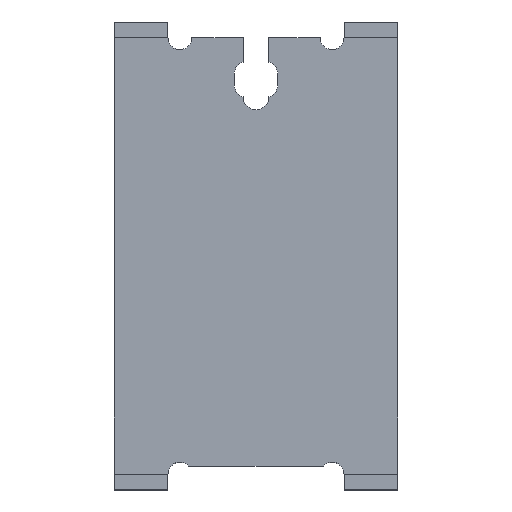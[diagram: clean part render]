
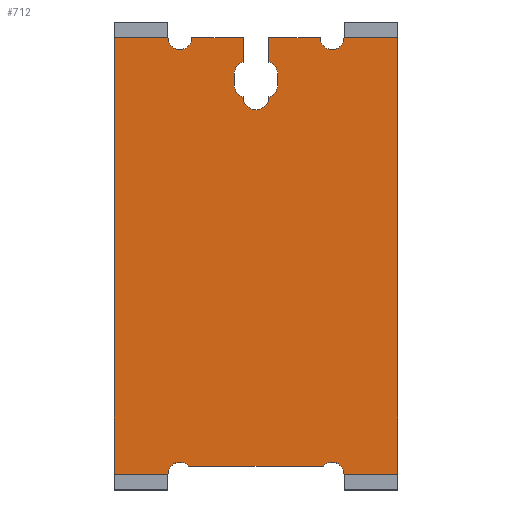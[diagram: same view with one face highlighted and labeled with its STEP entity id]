
A CAD part, top view. The second image highlights one B-rep face of the part: STEP entity #712.
In plain terms, the highlighted planar face has unit normal (0, 0, 1).
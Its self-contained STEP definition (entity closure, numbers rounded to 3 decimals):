
#35=CIRCLE('',#768,1.5);
#36=CIRCLE('',#769,1.5);
#37=CIRCLE('',#770,1.6);
#38=CIRCLE('',#771,1.5);
#39=CIRCLE('',#772,1.5);
#40=CIRCLE('',#773,1.5);
#41=CIRCLE('',#774,1.5);
#42=CIRCLE('',#775,1.5);
#43=CIRCLE('',#776,1.5);
#65=ORIENTED_EDGE('',*,*,#262,.T.);
#66=ORIENTED_EDGE('',*,*,#269,.T.);
#67=ORIENTED_EDGE('',*,*,#270,.T.);
#68=ORIENTED_EDGE('',*,*,#271,.T.);
#69=ORIENTED_EDGE('',*,*,#272,.T.);
#70=ORIENTED_EDGE('',*,*,#273,.T.);
#71=ORIENTED_EDGE('',*,*,#274,.T.);
#72=ORIENTED_EDGE('',*,*,#275,.T.);
#73=ORIENTED_EDGE('',*,*,#276,.T.);
#74=ORIENTED_EDGE('',*,*,#277,.T.);
#75=ORIENTED_EDGE('',*,*,#268,.T.);
#76=ORIENTED_EDGE('',*,*,#278,.T.);
#77=ORIENTED_EDGE('',*,*,#279,.T.);
#78=ORIENTED_EDGE('',*,*,#280,.T.);
#79=ORIENTED_EDGE('',*,*,#281,.T.);
#80=ORIENTED_EDGE('',*,*,#282,.F.);
#81=ORIENTED_EDGE('',*,*,#283,.F.);
#82=ORIENTED_EDGE('',*,*,#284,.F.);
#83=ORIENTED_EDGE('',*,*,#285,.T.);
#84=ORIENTED_EDGE('',*,*,#286,.T.);
#85=ORIENTED_EDGE('',*,*,#287,.T.);
#86=ORIENTED_EDGE('',*,*,#288,.T.);
#262=EDGE_CURVE('',#365,#364,#434,.T.);
#268=EDGE_CURVE('',#368,#370,#440,.T.);
#269=EDGE_CURVE('',#364,#371,#441,.T.);
#270=EDGE_CURVE('',#371,#372,#35,.T.);
#271=EDGE_CURVE('',#372,#373,#442,.T.);
#272=EDGE_CURVE('',#373,#374,#36,.T.);
#273=EDGE_CURVE('',#374,#375,#37,.T.);
#274=EDGE_CURVE('',#375,#376,#38,.T.);
#275=EDGE_CURVE('',#376,#377,#443,.T.);
#276=EDGE_CURVE('',#377,#378,#39,.T.);
#277=EDGE_CURVE('',#378,#368,#444,.T.);
#278=EDGE_CURVE('',#370,#379,#40,.T.);
#279=EDGE_CURVE('',#379,#380,#445,.T.);
#280=EDGE_CURVE('',#380,#381,#446,.T.);
#281=EDGE_CURVE('',#381,#382,#447,.T.);
#282=EDGE_CURVE('',#383,#382,#41,.T.);
#283=EDGE_CURVE('',#384,#383,#448,.T.);
#284=EDGE_CURVE('',#385,#384,#42,.T.);
#285=EDGE_CURVE('',#385,#386,#449,.T.);
#286=EDGE_CURVE('',#386,#387,#450,.T.);
#287=EDGE_CURVE('',#387,#388,#451,.T.);
#288=EDGE_CURVE('',#388,#365,#43,.T.);
#364=VERTEX_POINT('',#1037);
#365=VERTEX_POINT('',#1039);
#368=VERTEX_POINT('',#1046);
#370=VERTEX_POINT('',#1050);
#371=VERTEX_POINT('',#1054);
#372=VERTEX_POINT('',#1056);
#373=VERTEX_POINT('',#1058);
#374=VERTEX_POINT('',#1060);
#375=VERTEX_POINT('',#1062);
#376=VERTEX_POINT('',#1064);
#377=VERTEX_POINT('',#1066);
#378=VERTEX_POINT('',#1068);
#379=VERTEX_POINT('',#1071);
#380=VERTEX_POINT('',#1073);
#381=VERTEX_POINT('',#1075);
#382=VERTEX_POINT('',#1077);
#383=VERTEX_POINT('',#1079);
#384=VERTEX_POINT('',#1081);
#385=VERTEX_POINT('',#1083);
#386=VERTEX_POINT('',#1085);
#387=VERTEX_POINT('',#1087);
#388=VERTEX_POINT('',#1089);
#434=LINE('',#1038,#514);
#440=LINE('',#1051,#520);
#441=LINE('',#1053,#521);
#442=LINE('',#1057,#522);
#443=LINE('',#1065,#523);
#444=LINE('',#1069,#524);
#445=LINE('',#1072,#525);
#446=LINE('',#1074,#526);
#447=LINE('',#1076,#527);
#448=LINE('',#1080,#528);
#449=LINE('',#1084,#529);
#450=LINE('',#1086,#530);
#451=LINE('',#1088,#531);
#514=VECTOR('',#832,1000.);
#520=VECTOR('',#840,1000.);
#521=VECTOR('',#843,1000.);
#522=VECTOR('',#846,1000.);
#523=VECTOR('',#853,1000.);
#524=VECTOR('',#856,1000.);
#525=VECTOR('',#859,1000.);
#526=VECTOR('',#860,1000.);
#527=VECTOR('',#861,1000.);
#528=VECTOR('',#864,1000.);
#529=VECTOR('',#867,1000.);
#530=VECTOR('',#868,1000.);
#531=VECTOR('',#869,1000.);
#595=EDGE_LOOP('',(#65,#66,#67,#68,#69,#70,#71,#72,#73,#74,#75,#76,#77,
#78,#79,#80,#81,#82,#83,#84,#85,#86));
#639=FACE_BOUND('',#595,.T.);
#685=PLANE('',#767);
#712=ADVANCED_FACE('',(#639),#685,.T.);
#767=AXIS2_PLACEMENT_3D('',#1052,#841,#842);
#768=AXIS2_PLACEMENT_3D('',#1055,#844,#845);
#769=AXIS2_PLACEMENT_3D('',#1059,#847,#848);
#770=AXIS2_PLACEMENT_3D('',#1061,#849,#850);
#771=AXIS2_PLACEMENT_3D('',#1063,#851,#852);
#772=AXIS2_PLACEMENT_3D('',#1067,#854,#855);
#773=AXIS2_PLACEMENT_3D('',#1070,#857,#858);
#774=AXIS2_PLACEMENT_3D('',#1078,#862,#863);
#775=AXIS2_PLACEMENT_3D('',#1082,#865,#866);
#776=AXIS2_PLACEMENT_3D('',#1090,#870,#871);
#832=DIRECTION('',(-1.,0.,0.));
#840=DIRECTION('',(-1.,0.,0.));
#841=DIRECTION('',(0.,0.,1.));
#842=DIRECTION('',(1.,0.,0.));
#843=DIRECTION('',(0.,-1.,0.));
#844=DIRECTION('',(0.,0.,-1.));
#845=DIRECTION('',(-1.,0.,0.));
#846=DIRECTION('',(0.,-1.,0.));
#847=DIRECTION('',(0.,0.,-1.));
#848=DIRECTION('',(1.,0.,0.));
#849=DIRECTION('',(0.,0.,-1.));
#850=DIRECTION('',(0.,1.,0.));
#851=DIRECTION('',(0.,0.,-1.));
#852=DIRECTION('',(1.,0.,0.));
#853=DIRECTION('',(0.,1.,0.));
#854=DIRECTION('',(0.,0.,-1.));
#855=DIRECTION('',(1.,0.,0.));
#856=DIRECTION('',(0.,1.,0.));
#857=DIRECTION('',(0.,0.,-1.));
#858=DIRECTION('',(0.,1.,0.));
#859=DIRECTION('',(-1.,0.,0.));
#860=DIRECTION('',(0.,-1.,0.));
#861=DIRECTION('',(1.,0.,0.));
#862=DIRECTION('',(0.,0.,1.));
#863=DIRECTION('',(0.,-1.,0.));
#864=DIRECTION('',(-1.,0.,0.));
#865=DIRECTION('',(0.,0.,1.));
#866=DIRECTION('',(0.,-1.,0.));
#867=DIRECTION('',(1.,0.,0.));
#868=DIRECTION('',(0.,1.,0.));
#869=DIRECTION('',(-1.,0.,0.));
#870=DIRECTION('',(0.,0.,-1.));
#871=DIRECTION('',(0.,1.,0.));
#1037=CARTESIAN_POINT('',(1.6,27.5,8.));
#1038=CARTESIAN_POINT('',(17.9,27.5,8.));
#1039=CARTESIAN_POINT('',(8.1,27.5,8.));
#1046=CARTESIAN_POINT('',(-1.6,27.5,8.));
#1050=CARTESIAN_POINT('',(-8.1,27.5,8.));
#1051=CARTESIAN_POINT('',(17.9,27.5,8.));
#1052=CARTESIAN_POINT('',(0.,0.,8.));
#1053=CARTESIAN_POINT('',(1.6,27.5,8.));
#1054=CARTESIAN_POINT('',(1.6,24.452,8.));
#1055=CARTESIAN_POINT('',(1.225,23.,8.));
#1056=CARTESIAN_POINT('',(2.725,23.,8.));
#1057=CARTESIAN_POINT('',(2.725,23.,8.));
#1058=CARTESIAN_POINT('',(2.725,21.5,8.));
#1059=CARTESIAN_POINT('',(1.225,21.5,8.));
#1060=CARTESIAN_POINT('',(1.6,20.048,8.));
#1061=CARTESIAN_POINT('',(0.,20.025,8.));
#1062=CARTESIAN_POINT('',(-1.6,20.048,8.));
#1063=CARTESIAN_POINT('',(-1.225,21.5,8.));
#1064=CARTESIAN_POINT('',(-2.725,21.5,8.));
#1065=CARTESIAN_POINT('',(-2.725,23.,8.));
#1066=CARTESIAN_POINT('',(-2.725,23.,8.));
#1067=CARTESIAN_POINT('',(-1.225,23.,8.));
#1068=CARTESIAN_POINT('',(-1.6,24.452,8.));
#1069=CARTESIAN_POINT('',(-1.6,27.5,8.));
#1070=CARTESIAN_POINT('',(-9.6,27.5,8.));
#1071=CARTESIAN_POINT('',(-11.1,27.5,8.));
#1072=CARTESIAN_POINT('',(17.9,27.5,8.));
#1073=CARTESIAN_POINT('',(-17.9,27.5,8.));
#1074=CARTESIAN_POINT('',(-17.9,27.5,8.));
#1075=CARTESIAN_POINT('',(-17.9,-27.5,8.));
#1076=CARTESIAN_POINT('',(-17.9,-27.5,8.));
#1077=CARTESIAN_POINT('',(-11.1,-27.5,8.));
#1078=CARTESIAN_POINT('',(-9.6,-27.5,8.));
#1079=CARTESIAN_POINT('',(-8.482,-26.5,8.));
#1080=CARTESIAN_POINT('',(0.,-26.5,8.));
#1081=CARTESIAN_POINT('',(8.482,-26.5,8.));
#1082=CARTESIAN_POINT('',(9.6,-27.5,8.));
#1083=CARTESIAN_POINT('',(11.1,-27.5,8.));
#1084=CARTESIAN_POINT('',(-17.9,-27.5,8.));
#1085=CARTESIAN_POINT('',(17.9,-27.5,8.));
#1086=CARTESIAN_POINT('',(17.9,-27.5,8.));
#1087=CARTESIAN_POINT('',(17.9,27.5,8.));
#1088=CARTESIAN_POINT('',(17.9,27.5,8.));
#1089=CARTESIAN_POINT('',(11.1,27.5,8.));
#1090=CARTESIAN_POINT('',(9.6,27.5,8.));
